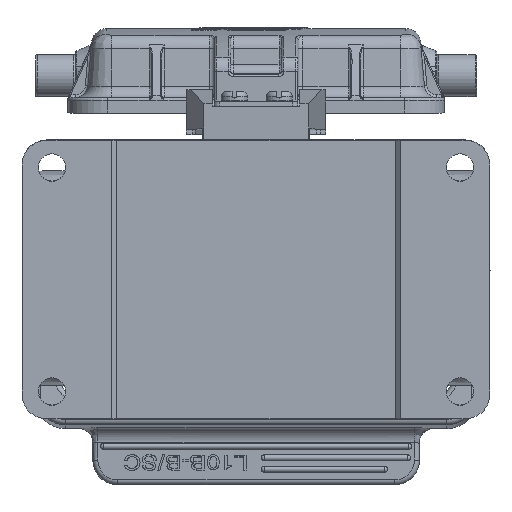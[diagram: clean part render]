
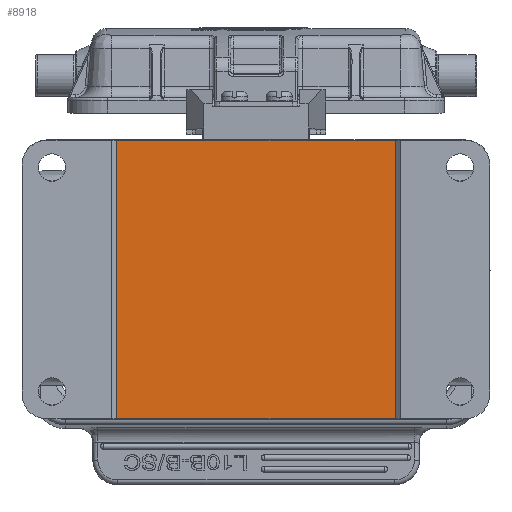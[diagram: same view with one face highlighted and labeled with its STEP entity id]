
A CAD part, front view. The second image highlights one B-rep face of the part: STEP entity #8918.
In plain terms, the highlighted planar face has unit normal (0, -1, -0.009).
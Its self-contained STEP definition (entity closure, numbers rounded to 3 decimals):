
#6890=PLANE('',#45070);
#8918=ADVANCED_FACE('',(#12099),#6890,.F.);
#12099=FACE_OUTER_BOUND('',#14452,.T.);
#14452=EDGE_LOOP('',(#25910,#25911,#25912,#25913));
#25910=ORIENTED_EDGE('',*,*,#36862,.F.);
#25911=ORIENTED_EDGE('',*,*,#36863,.F.);
#25912=ORIENTED_EDGE('',*,*,#36861,.T.);
#25913=ORIENTED_EDGE('',*,*,#36864,.F.);
#31247=VERTEX_POINT('',#78738);
#31250=VERTEX_POINT('',#78743);
#31251=VERTEX_POINT('',#78747);
#31252=VERTEX_POINT('',#78748);
#36861=EDGE_CURVE('',#31247,#31250,#39556,.T.);
#36862=EDGE_CURVE('',#31251,#31252,#39557,.T.);
#36863=EDGE_CURVE('',#31247,#31251,#39558,.T.);
#36864=EDGE_CURVE('',#31252,#31250,#39559,.T.);
#39556=LINE('',#78744,#41763);
#39557=LINE('',#78746,#41764);
#39558=LINE('',#78749,#41765);
#39559=LINE('',#78750,#41766);
#41763=VECTOR('',#53458,1.);
#41764=VECTOR('',#53461,1.);
#41765=VECTOR('',#53462,1.);
#41766=VECTOR('',#53463,1.);
#45070=AXIS2_PLACEMENT_3D('',#78751,#53464,#53465);
#53458=DIRECTION('',(0.,0.009,-1.));
#53461=DIRECTION('',(0.,0.009,-1.));
#53462=DIRECTION('',(1.,0.,0.));
#53463=DIRECTION('',(-1.,0.,0.));
#53464=DIRECTION('',(0.,1.,0.009));
#53465=DIRECTION('',(0.,-0.009,1.));
#78738=CARTESIAN_POINT('',(18.986,-22.267,5.854));
#78743=CARTESIAN_POINT('',(18.986,-21.779,-50.144));
#78744=CARTESIAN_POINT('',(18.986,-22.267,5.854));
#78746=CARTESIAN_POINT('',(74.986,-22.285,5.854));
#78747=CARTESIAN_POINT('',(74.986,-22.285,5.854));
#78748=CARTESIAN_POINT('',(74.986,-21.796,-50.144));
#78749=CARTESIAN_POINT('',(18.986,-22.267,5.854));
#78750=CARTESIAN_POINT('',(74.986,-21.796,-50.144));
#78751=CARTESIAN_POINT('',(46.986,-22.032,-22.145));
